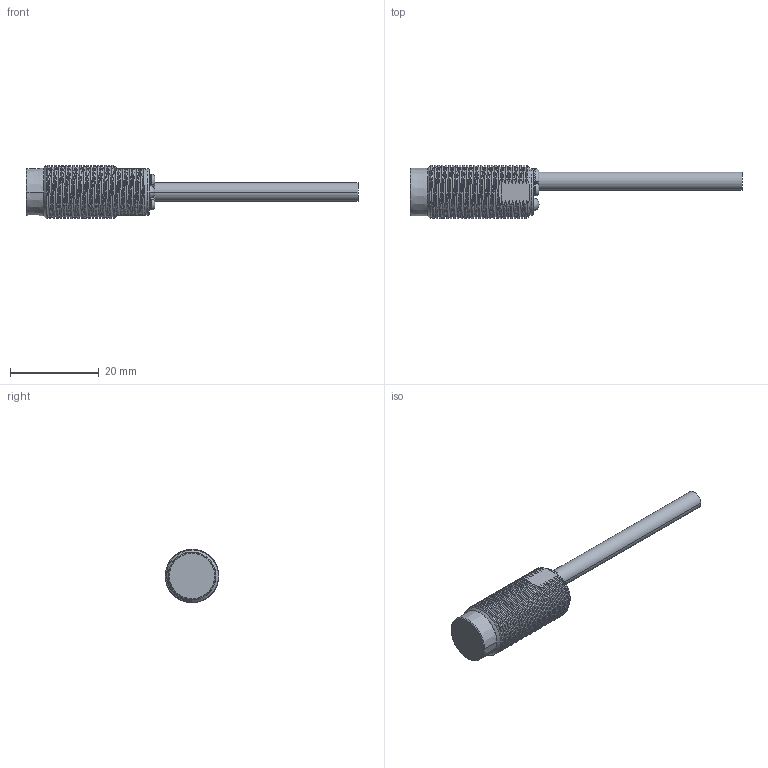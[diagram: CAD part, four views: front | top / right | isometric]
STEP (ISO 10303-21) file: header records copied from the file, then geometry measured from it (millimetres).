
FILE_DESCRIPTION((''),'2;1');
FILE_NAME('BRASS_TUBE','2025-05-06T',('Parkey.Wang'),(''),'CREO PARAMETRIC BY PTC INC, 2015480','CREO PARAMETRIC BY PTC INC, 2015480','');
FILE_SCHEMA(('CONFIG_CONTROL_DESIGN'));
Length unit declared in the file: millimetre
Products named in the file (1): BRASS_TUBE
Bounding box: 74.75 x 12 x 12 mm (x, y, z)
Volume: 3518.2 mm3; surface area: 2279.3 mm2
Topology: 1 solids, 1 shells, 174 faces, 494 edges, 324 vertices
Faces by surface type: cylinder 75, bspline 56, torus 18, plane 17, cone 6, sphere 2
Entity records: 15859 total; most frequent: CARTESIAN_POINT 11858, ORIENTED_EDGE 984, DIRECTION 600, EDGE_CURVE 492, VERTEX_POINT 324, B_SPLINE_CURVE_WITH_KNOTS 247, AXIS2_PLACEMENT_3D 237, EDGE_LOOP 178
